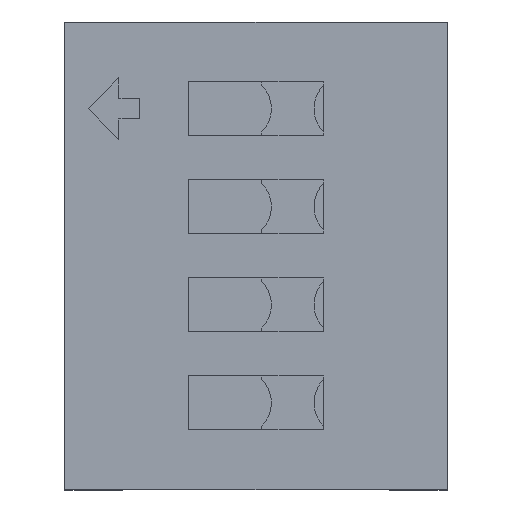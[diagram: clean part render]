
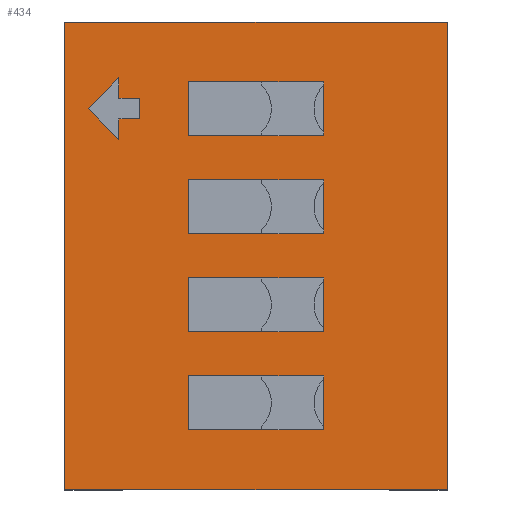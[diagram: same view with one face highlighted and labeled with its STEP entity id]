
A CAD part, top view. The second image highlights one B-rep face of the part: STEP entity #434.
In plain terms, the highlighted planar face has unit normal (0, 0, 1).
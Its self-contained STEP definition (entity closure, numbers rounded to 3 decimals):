
#27=VECTOR('',#28,1.);
#28=DIRECTION('',(-1.,0.,0.));
#46=DIRECTION('',(0.,-1.,0.));
#56=VECTOR('',#46,1.);
#70=DIRECTION('',(0.,0.,-1.));
#76=VERTEX_POINT('',#77);
#77=CARTESIAN_POINT('',(-1.14,2.245,5.85));
#80=EDGE_CURVE('',#76,#81,#83,.T.);
#81=VERTEX_POINT('',#82);
#82=CARTESIAN_POINT('',(-1.14,-9.865,5.85));
#83=LINE('',#77,#56);
#103=DIRECTION('',(1.,0.,0.));
#113=VECTOR('',#114,1.);
#114=DIRECTION('',(0.,1.,0.));
#120=VECTOR('',#103,1.);
#367=VERTEX_POINT('',#368);
#368=CARTESIAN_POINT('',(8.76,2.245,5.85));
#371=EDGE_CURVE('',#367,#76,#372,.T.);
#372=LINE('',#368,#27);
#414=EDGE_CURVE('',#81,#415,#417,.T.);
#415=VERTEX_POINT('',#416);
#416=CARTESIAN_POINT('',(8.76,-9.865,5.85));
#417=LINE('',#82,#120);
#434=ADVANCED_FACE('',(#435,#443,#481,#519,#565,#603),#641,.F.);
#435=FACE_BOUND('',#436,.F.);
#436=EDGE_LOOP('',(#437,#440,#441,#442));
#437=ORIENTED_EDGE('',*,*,#438,.F.);
#438=EDGE_CURVE('',#415,#367,#439,.T.);
#439=LINE('',#416,#113);
#440=ORIENTED_EDGE('',*,*,#414,.F.);
#441=ORIENTED_EDGE('',*,*,#80,.F.);
#442=ORIENTED_EDGE('',*,*,#371,.F.);
#443=FACE_BOUND('',#444,.F.);
#444=EDGE_LOOP('',(#445,#452,#456,#460,#465,#469,#474,#479));
#445=ORIENTED_EDGE('',*,*,#446,.T.);
#446=EDGE_CURVE('',#447,#449,#451,.T.);
#447=VERTEX_POINT('',#448);
#448=CARTESIAN_POINT('',(5.56,-3.24,5.85));
#449=VERTEX_POINT('',#450);
#450=CARTESIAN_POINT('',(5.56,-3.142,5.85));
#451=LINE('',#448,#113);
#452=ORIENTED_EDGE('',*,*,#453,.T.);
#453=EDGE_CURVE('',#449,#454,#451,.T.);
#454=VERTEX_POINT('',#455);
#455=CARTESIAN_POINT('',(5.56,-1.938,5.85));
#456=ORIENTED_EDGE('',*,*,#457,.T.);
#457=EDGE_CURVE('',#454,#458,#451,.T.);
#458=VERTEX_POINT('',#459);
#459=CARTESIAN_POINT('',(5.56,-1.84,5.85));
#460=ORIENTED_EDGE('',*,*,#461,.T.);
#461=EDGE_CURVE('',#458,#462,#464,.T.);
#462=VERTEX_POINT('',#463);
#463=CARTESIAN_POINT('',(3.96,-1.84,5.85));
#464=LINE('',#459,#27);
#465=ORIENTED_EDGE('',*,*,#466,.T.);
#466=EDGE_CURVE('',#462,#467,#464,.T.);
#467=VERTEX_POINT('',#468);
#468=CARTESIAN_POINT('',(2.06,-1.84,5.85));
#469=ORIENTED_EDGE('',*,*,#470,.T.);
#470=EDGE_CURVE('',#467,#471,#473,.T.);
#471=VERTEX_POINT('',#472);
#472=CARTESIAN_POINT('',(2.06,-3.24,5.85));
#473=LINE('',#468,#56);
#474=ORIENTED_EDGE('',*,*,#475,.T.);
#475=EDGE_CURVE('',#471,#476,#478,.T.);
#476=VERTEX_POINT('',#477);
#477=CARTESIAN_POINT('',(3.96,-3.24,5.85));
#478=LINE('',#472,#120);
#479=ORIENTED_EDGE('',*,*,#480,.T.);
#480=EDGE_CURVE('',#476,#447,#478,.T.);
#481=FACE_BOUND('',#482,.F.);
#482=EDGE_LOOP('',(#483,#490,#494,#499,#504,#508,#513,#517));
#483=ORIENTED_EDGE('',*,*,#484,.T.);
#484=EDGE_CURVE('',#485,#487,#489,.T.);
#485=VERTEX_POINT('',#486);
#486=CARTESIAN_POINT('',(5.56,0.7,5.85));
#487=VERTEX_POINT('',#488);
#488=CARTESIAN_POINT('',(3.96,0.7,5.85));
#489=LINE('',#486,#27);
#490=ORIENTED_EDGE('',*,*,#491,.T.);
#491=EDGE_CURVE('',#487,#492,#489,.T.);
#492=VERTEX_POINT('',#493);
#493=CARTESIAN_POINT('',(2.06,0.7,5.85));
#494=ORIENTED_EDGE('',*,*,#495,.T.);
#495=EDGE_CURVE('',#492,#496,#498,.T.);
#496=VERTEX_POINT('',#497);
#497=CARTESIAN_POINT('',(2.06,-0.7,5.85));
#498=LINE('',#493,#56);
#499=ORIENTED_EDGE('',*,*,#500,.T.);
#500=EDGE_CURVE('',#496,#501,#503,.T.);
#501=VERTEX_POINT('',#502);
#502=CARTESIAN_POINT('',(3.96,-0.7,5.85));
#503=LINE('',#497,#120);
#504=ORIENTED_EDGE('',*,*,#505,.T.);
#505=EDGE_CURVE('',#501,#506,#503,.T.);
#506=VERTEX_POINT('',#507);
#507=CARTESIAN_POINT('',(5.56,-0.7,5.85));
#508=ORIENTED_EDGE('',*,*,#509,.T.);
#509=EDGE_CURVE('',#506,#510,#512,.T.);
#510=VERTEX_POINT('',#511);
#511=CARTESIAN_POINT('',(5.56,-0.602,5.85));
#512=LINE('',#507,#113);
#513=ORIENTED_EDGE('',*,*,#514,.T.);
#514=EDGE_CURVE('',#510,#515,#512,.T.);
#515=VERTEX_POINT('',#516);
#516=CARTESIAN_POINT('',(5.56,0.602,5.85));
#517=ORIENTED_EDGE('',*,*,#518,.T.);
#518=EDGE_CURVE('',#515,#485,#512,.T.);
#519=FACE_BOUND('',#520,.F.);
#520=EDGE_LOOP('',(#521,#528,#535,#540,#547,#555,#560));
#521=ORIENTED_EDGE('',*,*,#522,.T.);
#522=EDGE_CURVE('',#523,#525,#527,.T.);
#523=VERTEX_POINT('',#524);
#524=CARTESIAN_POINT('',(0.793,-0.267,5.85));
#525=VERTEX_POINT('',#526);
#526=CARTESIAN_POINT('',(0.793,0.267,5.85));
#527=LINE('',#524,#113);
#528=ORIENTED_EDGE('',*,*,#529,.T.);
#529=EDGE_CURVE('',#525,#530,#532,.T.);
#530=VERTEX_POINT('',#531);
#531=CARTESIAN_POINT('',(0.26,0.267,5.85));
#532=LINE('',#526,#533);
#533=VECTOR('',#534,1.);
#534=DIRECTION('',(-1.,0.,0.));
#535=ORIENTED_EDGE('',*,*,#536,.T.);
#536=EDGE_CURVE('',#530,#537,#539,.T.);
#537=VERTEX_POINT('',#538);
#538=CARTESIAN_POINT('',(0.26,0.8,5.85));
#539=LINE('',#531,#113);
#540=ORIENTED_EDGE('',*,*,#541,.T.);
#541=EDGE_CURVE('',#537,#542,#544,.T.);
#542=VERTEX_POINT('',#543);
#543=CARTESIAN_POINT('',(-0.54,0.,5.85));
#544=LINE('',#538,#545);
#545=VECTOR('',#546,1.);
#546=DIRECTION('',(-0.707,-0.707,0.));
#547=ORIENTED_EDGE('',*,*,#548,.T.);
#548=EDGE_CURVE('',#542,#549,#551,.T.);
#549=VERTEX_POINT('',#550);
#550=CARTESIAN_POINT('',(0.26,-0.8,5.85));
#551=LINE('',#552,#553);
#552=CARTESIAN_POINT('',(-0.54,0.,5.85));
#553=VECTOR('',#554,1.);
#554=DIRECTION('',(0.707,-0.707,0.));
#555=ORIENTED_EDGE('',*,*,#556,.T.);
#556=EDGE_CURVE('',#549,#557,#559,.T.);
#557=VERTEX_POINT('',#558);
#558=CARTESIAN_POINT('',(0.26,-0.267,5.85));
#559=LINE('',#550,#113);
#560=ORIENTED_EDGE('',*,*,#561,.T.);
#561=EDGE_CURVE('',#557,#523,#562,.T.);
#562=LINE('',#558,#563);
#563=VECTOR('',#564,1.);
#564=DIRECTION('',(1.,0.,0.));
#565=FACE_BOUND('',#566,.F.);
#566=EDGE_LOOP('',(#567,#574,#579,#583,#588,#592,#596,#601));
#567=ORIENTED_EDGE('',*,*,#568,.T.);
#568=EDGE_CURVE('',#569,#571,#573,.T.);
#569=VERTEX_POINT('',#570);
#570=CARTESIAN_POINT('',(2.06,-4.38,5.85));
#571=VERTEX_POINT('',#572);
#572=CARTESIAN_POINT('',(2.06,-5.78,5.85));
#573=LINE('',#570,#56);
#574=ORIENTED_EDGE('',*,*,#575,.T.);
#575=EDGE_CURVE('',#571,#576,#578,.T.);
#576=VERTEX_POINT('',#577);
#577=CARTESIAN_POINT('',(3.96,-5.78,5.85));
#578=LINE('',#572,#120);
#579=ORIENTED_EDGE('',*,*,#580,.T.);
#580=EDGE_CURVE('',#576,#581,#578,.T.);
#581=VERTEX_POINT('',#582);
#582=CARTESIAN_POINT('',(5.56,-5.78,5.85));
#583=ORIENTED_EDGE('',*,*,#584,.T.);
#584=EDGE_CURVE('',#581,#585,#587,.T.);
#585=VERTEX_POINT('',#586);
#586=CARTESIAN_POINT('',(5.56,-5.682,5.85));
#587=LINE('',#582,#113);
#588=ORIENTED_EDGE('',*,*,#589,.T.);
#589=EDGE_CURVE('',#585,#590,#587,.T.);
#590=VERTEX_POINT('',#591);
#591=CARTESIAN_POINT('',(5.56,-4.478,5.85));
#592=ORIENTED_EDGE('',*,*,#593,.T.);
#593=EDGE_CURVE('',#590,#594,#587,.T.);
#594=VERTEX_POINT('',#595);
#595=CARTESIAN_POINT('',(5.56,-4.38,5.85));
#596=ORIENTED_EDGE('',*,*,#597,.T.);
#597=EDGE_CURVE('',#594,#598,#600,.T.);
#598=VERTEX_POINT('',#599);
#599=CARTESIAN_POINT('',(3.96,-4.38,5.85));
#600=LINE('',#595,#27);
#601=ORIENTED_EDGE('',*,*,#602,.T.);
#602=EDGE_CURVE('',#598,#569,#600,.T.);
#603=FACE_BOUND('',#604,.F.);
#604=EDGE_LOOP('',(#605,#612,#616,#620,#625,#629,#634,#639));
#605=ORIENTED_EDGE('',*,*,#606,.T.);
#606=EDGE_CURVE('',#607,#609,#611,.T.);
#607=VERTEX_POINT('',#608);
#608=CARTESIAN_POINT('',(5.56,-8.32,5.85));
#609=VERTEX_POINT('',#610);
#610=CARTESIAN_POINT('',(5.56,-8.222,5.85));
#611=LINE('',#608,#113);
#612=ORIENTED_EDGE('',*,*,#613,.T.);
#613=EDGE_CURVE('',#609,#614,#611,.T.);
#614=VERTEX_POINT('',#615);
#615=CARTESIAN_POINT('',(5.56,-7.018,5.85));
#616=ORIENTED_EDGE('',*,*,#617,.T.);
#617=EDGE_CURVE('',#614,#618,#611,.T.);
#618=VERTEX_POINT('',#619);
#619=CARTESIAN_POINT('',(5.56,-6.92,5.85));
#620=ORIENTED_EDGE('',*,*,#621,.T.);
#621=EDGE_CURVE('',#618,#622,#624,.T.);
#622=VERTEX_POINT('',#623);
#623=CARTESIAN_POINT('',(3.96,-6.92,5.85));
#624=LINE('',#619,#27);
#625=ORIENTED_EDGE('',*,*,#626,.T.);
#626=EDGE_CURVE('',#622,#627,#624,.T.);
#627=VERTEX_POINT('',#628);
#628=CARTESIAN_POINT('',(2.06,-6.92,5.85));
#629=ORIENTED_EDGE('',*,*,#630,.T.);
#630=EDGE_CURVE('',#627,#631,#633,.T.);
#631=VERTEX_POINT('',#632);
#632=CARTESIAN_POINT('',(2.06,-8.32,5.85));
#633=LINE('',#628,#56);
#634=ORIENTED_EDGE('',*,*,#635,.T.);
#635=EDGE_CURVE('',#631,#636,#638,.T.);
#636=VERTEX_POINT('',#637);
#637=CARTESIAN_POINT('',(3.96,-8.32,5.85));
#638=LINE('',#632,#120);
#639=ORIENTED_EDGE('',*,*,#640,.T.);
#640=EDGE_CURVE('',#636,#607,#638,.T.);
#641=PLANE('',#642);
#642=AXIS2_PLACEMENT_3D('',#416,#70,#46);
